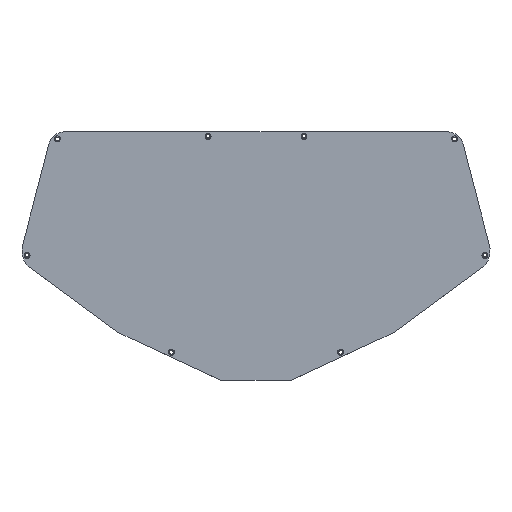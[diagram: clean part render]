
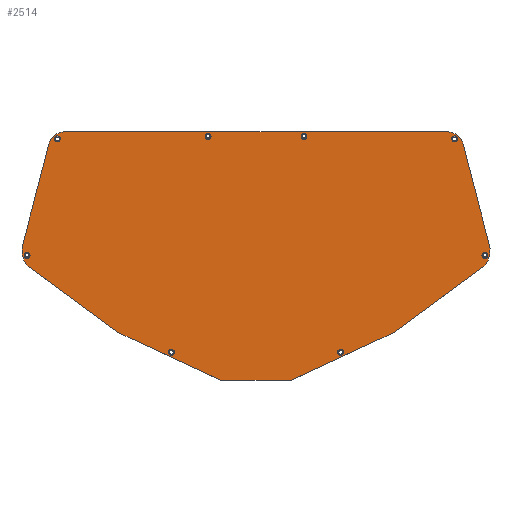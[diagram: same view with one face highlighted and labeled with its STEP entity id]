
A CAD part, top view. The second image highlights one B-rep face of the part: STEP entity #2514.
In plain terms, the highlighted planar face has unit normal (0, 0, 1).
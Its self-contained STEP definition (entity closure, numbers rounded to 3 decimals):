
#51=FACE_BOUND('',#448,.T.);
#52=FACE_BOUND('',#449,.T.);
#53=FACE_BOUND('',#450,.T.);
#54=FACE_BOUND('',#451,.T.);
#55=FACE_BOUND('',#452,.T.);
#56=FACE_BOUND('',#453,.T.);
#57=FACE_BOUND('',#454,.T.);
#58=FACE_BOUND('',#455,.T.);
#60=CIRCLE('',#2542,12.769);
#62=CIRCLE('',#2546,9.07);
#97=CIRCLE('',#2691,1.65);
#99=CIRCLE('',#2695,1.65);
#101=CIRCLE('',#2699,1.65);
#103=CIRCLE('',#2703,1.65);
#105=CIRCLE('',#2707,1.65);
#107=CIRCLE('',#2711,1.65);
#109=CIRCLE('',#2715,1.65);
#111=CIRCLE('',#2719,1.65);
#113=CIRCLE('',#2723,9.07);
#114=CIRCLE('',#2724,12.769);
#276=FACE_OUTER_BOUND('',#447,.T.);
#447=EDGE_LOOP('',(#2230,#2231,#2232,#2233,#2234,#2235,#2236,#2237,#2238,
#2239,#2240,#2241));
#448=EDGE_LOOP('',(#2242));
#449=EDGE_LOOP('',(#2243));
#450=EDGE_LOOP('',(#2244));
#451=EDGE_LOOP('',(#2245));
#452=EDGE_LOOP('',(#2246));
#453=EDGE_LOOP('',(#2247));
#454=EDGE_LOOP('',(#2248));
#455=EDGE_LOOP('',(#2249));
#471=LINE('',#3437,#754);
#475=LINE('',#3444,#758);
#478=LINE('',#3450,#761);
#482=LINE('',#3462,#765);
#720=LINE('',#3983,#1003);
#737=LINE('',#4101,#1020);
#738=LINE('',#4105,#1021);
#739=LINE('',#4106,#1022);
#754=VECTOR('',#2751,10.);
#758=VECTOR('',#2757,10.);
#761=VECTOR('',#2762,10.);
#765=VECTOR('',#2774,10.);
#1003=VECTOR('',#3238,10.);
#1020=VECTOR('',#3389,10.);
#1021=VECTOR('',#3392,10.);
#1022=VECTOR('',#3393,10.);
#1037=VERTEX_POINT('',#3434);
#1038=VERTEX_POINT('',#3436);
#1040=VERTEX_POINT('',#3442);
#1042=VERTEX_POINT('',#3448);
#1044=VERTEX_POINT('',#3454);
#1046=VERTEX_POINT('',#3460);
#1048=VERTEX_POINT('',#3466);
#1216=VERTEX_POINT('',#3981);
#1233=VERTEX_POINT('',#4042);
#1235=VERTEX_POINT('',#4049);
#1237=VERTEX_POINT('',#4056);
#1239=VERTEX_POINT('',#4063);
#1241=VERTEX_POINT('',#4070);
#1243=VERTEX_POINT('',#4077);
#1245=VERTEX_POINT('',#4084);
#1247=VERTEX_POINT('',#4091);
#1249=VERTEX_POINT('',#4098);
#1250=VERTEX_POINT('',#4100);
#1251=VERTEX_POINT('',#4102);
#1252=VERTEX_POINT('',#4104);
#1263=EDGE_CURVE('',#1037,#1038,#471,.T.);
#1267=EDGE_CURVE('',#1040,#1037,#475,.T.);
#1270=EDGE_CURVE('',#1042,#1040,#478,.T.);
#1273=EDGE_CURVE('',#1044,#1042,#60,.T.);
#1276=EDGE_CURVE('',#1046,#1044,#482,.T.);
#1279=EDGE_CURVE('',#1048,#1046,#62,.T.);
#1534=EDGE_CURVE('',#1216,#1048,#720,.T.);
#1559=EDGE_CURVE('',#1233,#1233,#97,.T.);
#1562=EDGE_CURVE('',#1235,#1235,#99,.T.);
#1565=EDGE_CURVE('',#1237,#1237,#101,.T.);
#1568=EDGE_CURVE('',#1239,#1239,#103,.T.);
#1571=EDGE_CURVE('',#1241,#1241,#105,.T.);
#1574=EDGE_CURVE('',#1243,#1243,#107,.T.);
#1577=EDGE_CURVE('',#1245,#1245,#109,.T.);
#1580=EDGE_CURVE('',#1247,#1247,#111,.T.);
#1583=EDGE_CURVE('',#1249,#1216,#113,.T.);
#1584=EDGE_CURVE('',#1250,#1249,#737,.T.);
#1585=EDGE_CURVE('',#1251,#1250,#114,.T.);
#1586=EDGE_CURVE('',#1252,#1251,#738,.T.);
#1587=EDGE_CURVE('',#1038,#1252,#739,.T.);
#2230=ORIENTED_EDGE('',*,*,#1534,.F.);
#2231=ORIENTED_EDGE('',*,*,#1583,.F.);
#2232=ORIENTED_EDGE('',*,*,#1584,.F.);
#2233=ORIENTED_EDGE('',*,*,#1585,.F.);
#2234=ORIENTED_EDGE('',*,*,#1586,.F.);
#2235=ORIENTED_EDGE('',*,*,#1587,.F.);
#2236=ORIENTED_EDGE('',*,*,#1263,.F.);
#2237=ORIENTED_EDGE('',*,*,#1267,.F.);
#2238=ORIENTED_EDGE('',*,*,#1270,.F.);
#2239=ORIENTED_EDGE('',*,*,#1273,.F.);
#2240=ORIENTED_EDGE('',*,*,#1276,.F.);
#2241=ORIENTED_EDGE('',*,*,#1279,.F.);
#2242=ORIENTED_EDGE('',*,*,#1559,.T.);
#2243=ORIENTED_EDGE('',*,*,#1562,.T.);
#2244=ORIENTED_EDGE('',*,*,#1565,.T.);
#2245=ORIENTED_EDGE('',*,*,#1568,.T.);
#2246=ORIENTED_EDGE('',*,*,#1571,.T.);
#2247=ORIENTED_EDGE('',*,*,#1574,.T.);
#2248=ORIENTED_EDGE('',*,*,#1577,.T.);
#2249=ORIENTED_EDGE('',*,*,#1580,.T.);
#2377=PLANE('',#2722);
#2514=ADVANCED_FACE('',(#276,#51,#52,#53,#54,#55,#56,#57,#58),#2377,.T.);
#2542=AXIS2_PLACEMENT_3D('',#3456,#2768,#2769);
#2546=AXIS2_PLACEMENT_3D('',#3468,#2780,#2781);
#2691=AXIS2_PLACEMENT_3D('',#4043,#3315,#3316);
#2695=AXIS2_PLACEMENT_3D('',#4050,#3324,#3325);
#2699=AXIS2_PLACEMENT_3D('',#4057,#3333,#3334);
#2703=AXIS2_PLACEMENT_3D('',#4064,#3342,#3343);
#2707=AXIS2_PLACEMENT_3D('',#4071,#3351,#3352);
#2711=AXIS2_PLACEMENT_3D('',#4078,#3360,#3361);
#2715=AXIS2_PLACEMENT_3D('',#4085,#3369,#3370);
#2719=AXIS2_PLACEMENT_3D('',#4092,#3378,#3379);
#2722=AXIS2_PLACEMENT_3D('',#4097,#3385,#3386);
#2723=AXIS2_PLACEMENT_3D('',#4099,#3387,#3388);
#2724=AXIS2_PLACEMENT_3D('',#4103,#3390,#3391);
#2751=DIRECTION('',(-1.,0.,0.));
#2757=DIRECTION('',(-0.907,-0.422,0.));
#2762=DIRECTION('',(-0.807,-0.59,0.));
#2768=DIRECTION('center_axis',(0.,0.,-1.));
#2769=DIRECTION('ref_axis',(1.,0.,0.));
#2774=DIRECTION('',(0.252,-0.968,0.));
#2780=DIRECTION('center_axis',(0.,0.,-1.));
#2781=DIRECTION('ref_axis',(1.,0.,0.));
#3238=DIRECTION('',(1.,0.,0.));
#3315=DIRECTION('center_axis',(0.,0.,-1.));
#3316=DIRECTION('ref_axis',(1.,0.,0.));
#3324=DIRECTION('center_axis',(0.,0.,-1.));
#3325=DIRECTION('ref_axis',(1.,0.,0.));
#3333=DIRECTION('center_axis',(0.,0.,-1.));
#3334=DIRECTION('ref_axis',(1.,0.,0.));
#3342=DIRECTION('center_axis',(0.,0.,-1.));
#3343=DIRECTION('ref_axis',(1.,0.,0.));
#3351=DIRECTION('center_axis',(0.,0.,-1.));
#3352=DIRECTION('ref_axis',(1.,0.,0.));
#3360=DIRECTION('center_axis',(0.,0.,-1.));
#3361=DIRECTION('ref_axis',(1.,0.,0.));
#3369=DIRECTION('center_axis',(0.,0.,-1.));
#3370=DIRECTION('ref_axis',(1.,0.,0.));
#3378=DIRECTION('center_axis',(0.,0.,-1.));
#3379=DIRECTION('ref_axis',(1.,0.,0.));
#3385=DIRECTION('center_axis',(0.,0.,1.));
#3386=DIRECTION('ref_axis',(1.,0.,0.));
#3387=DIRECTION('center_axis',(0.,0.,-1.));
#3388=DIRECTION('ref_axis',(1.,0.,0.));
#3389=DIRECTION('',(0.252,0.968,0.));
#3390=DIRECTION('center_axis',(0.,0.,-1.));
#3391=DIRECTION('ref_axis',(1.,0.,0.));
#3392=DIRECTION('',(-0.807,0.591,0.));
#3393=DIRECTION('',(-0.907,0.422,0.));
#3434=CARTESIAN_POINT('',(170.016,-157.4,0.));
#3436=CARTESIAN_POINT('',(130.974,-157.4,0.));
#3437=CARTESIAN_POINT('',(141.287,-157.4,0.));
#3442=CARTESIAN_POINT('',(226.075,-131.326,0.));
#3444=CARTESIAN_POINT('',(177.686,-153.832,0.));
#3448=CARTESIAN_POINT('',(276.182,-94.664,0.));
#3450=CARTESIAN_POINT('',(214.383,-139.881,0.));
#3454=CARTESIAN_POINT('',(279.205,-82.942,0.));
#3456=CARTESIAN_POINT('Origin',(266.806,-85.995,0.));
#3460=CARTESIAN_POINT('',(264.77,-27.433,0.));
#3462=CARTESIAN_POINT('',(274.514,-64.904,0.));
#3466=CARTESIAN_POINT('',(255.932,-20.4,0.));
#3468=CARTESIAN_POINT('Origin',(255.932,-29.47,0.));
#3981=CARTESIAN_POINT('',(45.05,-20.41,0.));
#3983=CARTESIAN_POINT('',(203.212,-20.402,0.));
#4042=CARTESIAN_POINT('',(195.48,-142.031,0.));
#4043=CARTESIAN_POINT('Origin',(197.13,-142.031,0.));
#4049=CARTESIAN_POINT('',(122.38,-22.906,0.));
#4050=CARTESIAN_POINT('Origin',(124.03,-22.906,0.));
#4056=CARTESIAN_POINT('',(175.312,-22.904,0.));
#4057=CARTESIAN_POINT('Origin',(176.962,-22.904,0.));
#4063=CARTESIAN_POINT('',(102.21,-142.031,0.));
#4064=CARTESIAN_POINT('Origin',(103.86,-142.031,0.));
#4070=CARTESIAN_POINT('',(275.123,-88.464,0.));
#4071=CARTESIAN_POINT('Origin',(276.773,-88.464,0.));
#4077=CARTESIAN_POINT('',(39.298,-24.348,0.));
#4078=CARTESIAN_POINT('Origin',(40.948,-24.348,0.));
#4084=CARTESIAN_POINT('',(258.383,-24.338,0.));
#4085=CARTESIAN_POINT('Origin',(260.033,-24.338,0.));
#4091=CARTESIAN_POINT('',(22.563,-88.458,0.));
#4092=CARTESIAN_POINT('Origin',(24.213,-88.458,0.));
#4097=CARTESIAN_POINT('Origin',(150.495,-77.933,0.));
#4098=CARTESIAN_POINT('',(36.212,-27.443,0.));
#4099=CARTESIAN_POINT('Origin',(45.05,-29.48,0.));
#4100=CARTESIAN_POINT('',(21.782,-82.937,0.));
#4101=CARTESIAN_POINT('',(33.692,-37.132,0.));
#4102=CARTESIAN_POINT('',(24.805,-94.658,0.));
#4103=CARTESIAN_POINT('Origin',(34.18,-85.99,0.));
#4104=CARTESIAN_POINT('',(74.915,-131.326,0.));
#4105=CARTESIAN_POINT('',(61.969,-121.853,0.));
#4106=CARTESIAN_POINT('',(95.998,-141.132,0.));
